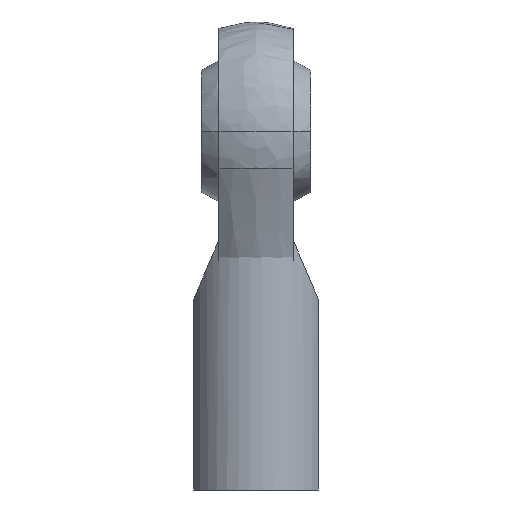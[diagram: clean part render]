
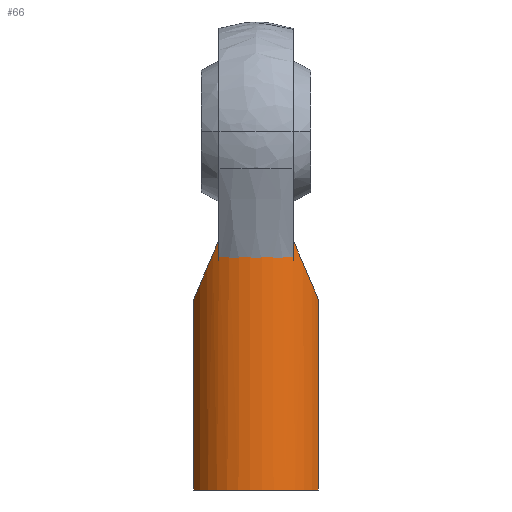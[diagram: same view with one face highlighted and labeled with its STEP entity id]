
A CAD part, left-side view. The second image highlights one B-rep face of the part: STEP entity #66.
In plain terms, the highlighted cylindrical face has radius 14.287 mm (diameter 28.575 mm), a partial arc.
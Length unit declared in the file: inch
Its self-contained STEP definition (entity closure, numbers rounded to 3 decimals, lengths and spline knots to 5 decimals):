
#4 = CARTESIAN_POINT ( 'NONE',  ( -0.34876, -0.45307, -1.23785 ) ) ;
#66 = ADVANCED_FACE ( 'NONE', ( #185 ), #1430, .T. ) ;
#113 = CIRCLE ( 'NONE', #1284, 0.5625 ) ;
#127 = CARTESIAN_POINT ( 'NONE',  ( -0.25769, -0.5, -2.875 ) ) ;
#148 = VERTEX_POINT ( 'NONE', #1413 ) ;
#171 = DIRECTION ( 'NONE',  ( 1., 0., 0. ) ) ;
#185 = FACE_OUTER_BOUND ( 'NONE', #1661, .T. ) ;
#240 = ORIENTED_EDGE ( 'NONE', *, *, #1232, .F. ) ;
#243 =( BOUNDED_CURVE ( )  B_SPLINE_CURVE ( 3, ( #1644, #606, #4, #304 ),
 .UNSPECIFIED., .F., .F. ) 
 B_SPLINE_CURVE_WITH_KNOTS ( ( 4, 4 ),
 ( 2.12599, 2.66571 ),
 .UNSPECIFIED. ) 
 CURVE ( )  GEOMETRIC_REPRESENTATION_ITEM ( )  RATIONAL_B_SPLINE_CURVE ( ( 1., 0.976, 0.976, 1. ) ) 
 REPRESENTATION_ITEM ( '' )  );
#257 = VERTEX_POINT ( 'NONE', #328 ) ;
#290 = CARTESIAN_POINT ( 'NONE',  ( -0.47801, 0.2965, -0.869 ) ) ;
#296 = CARTESIAN_POINT ( 'NONE',  ( -0.47801, 0.2965, -0.869 ) ) ;
#304 = CARTESIAN_POINT ( 'NONE',  ( -0.25769, -0.5, -1.34842 ) ) ;
#328 = CARTESIAN_POINT ( 'NONE',  ( -0.47801, -0.2965, -0.869 ) ) ;
#337 = CARTESIAN_POINT ( 'NONE',  ( 0., 0., -1.872 ) ) ;
#351 = ORIENTED_EDGE ( 'NONE', *, *, #896, .F. ) ;
#408 = ORIENTED_EDGE ( 'NONE', *, *, #1374, .F. ) ;
#458 = LINE ( 'NONE', #911, #1127 ) ;
#595 = CARTESIAN_POINT ( 'NONE',  ( 0., 0., -2.875 ) ) ;
#606 = CARTESIAN_POINT ( 'NONE',  ( -0.42401, -0.38356, -1.07409 ) ) ;
#670 = VECTOR ( 'NONE', #888, 39.37008 ) ;
#688 = ORIENTED_EDGE ( 'NONE', *, *, #1338, .F. ) ;
#733 = EDGE_CURVE ( 'NONE', #1228, #1303, #1761, .T. ) ;
#854 = CARTESIAN_POINT ( 'NONE',  ( 0., 0., -0.869 ) ) ;
#860 = EDGE_CURVE ( 'NONE', #257, #148, #243, .T. ) ;
#884 = CARTESIAN_POINT ( 'NONE',  ( -0.25769, 0.5, -1.34842 ) ) ;
#888 = DIRECTION ( 'NONE',  ( 0., 0., 1. ) ) ;
#896 = EDGE_CURVE ( 'NONE', #1303, #257, #113, .T. ) ;
#911 = CARTESIAN_POINT ( 'NONE',  ( -0.25769, -0.5, -1.313 ) ) ;
#933 = DIRECTION ( 'NONE',  ( 0., 0., -1. ) ) ;
#1092 = VERTEX_POINT ( 'NONE', #127 ) ;
#1127 = VECTOR ( 'NONE', #1194, 39.37008 ) ;
#1143 = ORIENTED_EDGE ( 'NONE', *, *, #733, .F. ) ;
#1188 = ORIENTED_EDGE ( 'NONE', *, *, #860, .F. ) ;
#1194 = DIRECTION ( 'NONE',  ( 0., 0., -1. ) ) ;
#1228 = VERTEX_POINT ( 'NONE', #1339 ) ;
#1232 = EDGE_CURVE ( 'NONE', #148, #1092, #458, .T. ) ;
#1284 = AXIS2_PLACEMENT_3D ( 'NONE', #854, #1603, #1879 ) ;
#1303 = VERTEX_POINT ( 'NONE', #290 ) ;
#1338 = EDGE_CURVE ( 'NONE', #1772, #1228, #1894, .T. ) ;
#1339 = CARTESIAN_POINT ( 'NONE',  ( -0.25769, 0.5, -1.34842 ) ) ;
#1353 = CARTESIAN_POINT ( 'NONE',  ( -0.25769, 0.5, -1.313 ) ) ;
#1374 = EDGE_CURVE ( 'NONE', #1092, #1772, #1612, .T. ) ;
#1390 = DIRECTION ( 'NONE',  ( 1., 0., 0. ) ) ;
#1413 = CARTESIAN_POINT ( 'NONE',  ( -0.25769, -0.5, -1.34842 ) ) ;
#1430 = CYLINDRICAL_SURFACE ( 'NONE', #1437, 0.5625 ) ;
#1437 = AXIS2_PLACEMENT_3D ( 'NONE', #337, #1526, #1390 ) ;
#1526 = DIRECTION ( 'NONE',  ( 0., 0., 1. ) ) ;
#1603 = DIRECTION ( 'NONE',  ( 0., 0., 1. ) ) ;
#1612 = CIRCLE ( 'NONE', #1818, 0.5625 ) ;
#1628 = CARTESIAN_POINT ( 'NONE',  ( -0.34876, 0.45307, -1.23785 ) ) ;
#1644 = CARTESIAN_POINT ( 'NONE',  ( -0.47801, -0.2965, -0.869 ) ) ;
#1661 = EDGE_LOOP ( 'NONE', ( #688, #408, #240, #1188, #351, #1143 ) ) ;
#1761 =( BOUNDED_CURVE ( )  B_SPLINE_CURVE ( 3, ( #884, #1628, #1770, #296 ),
 .UNSPECIFIED., .F., .F. ) 
 B_SPLINE_CURVE_WITH_KNOTS ( ( 4, 4 ),
 ( 3.61747, 4.15719 ),
 .UNSPECIFIED. ) 
 CURVE ( )  GEOMETRIC_REPRESENTATION_ITEM ( )  RATIONAL_B_SPLINE_CURVE ( ( 1., 0.976, 0.976, 1. ) ) 
 REPRESENTATION_ITEM ( '' )  );
#1770 = CARTESIAN_POINT ( 'NONE',  ( -0.42401, 0.38356, -1.07409 ) ) ;
#1772 = VERTEX_POINT ( 'NONE', #1783 ) ;
#1783 = CARTESIAN_POINT ( 'NONE',  ( -0.25769, 0.5, -2.875 ) ) ;
#1818 = AXIS2_PLACEMENT_3D ( 'NONE', #595, #933, #171 ) ;
#1879 = DIRECTION ( 'NONE',  ( 1., 0., 0. ) ) ;
#1894 = LINE ( 'NONE', #1353, #670 ) ;
